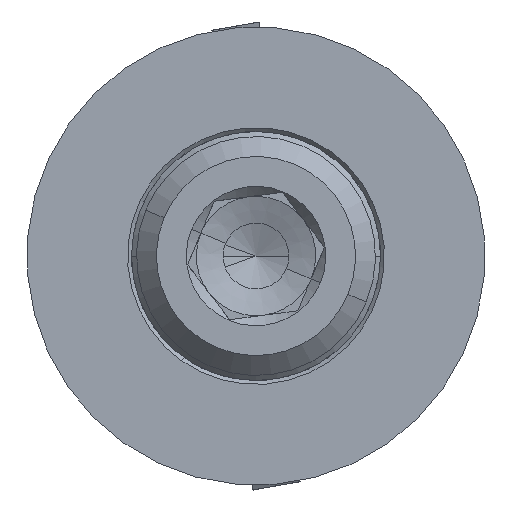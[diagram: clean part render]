
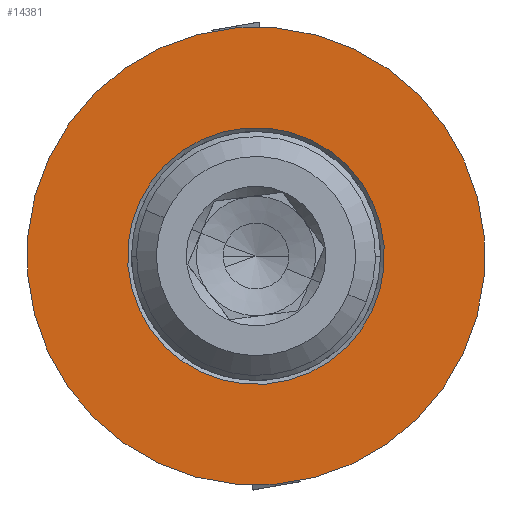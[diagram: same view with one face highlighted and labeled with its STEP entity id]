
A CAD part, left-side view. The second image highlights one B-rep face of the part: STEP entity #14381.
In plain terms, the highlighted planar face has unit normal (-1, 0, 0).
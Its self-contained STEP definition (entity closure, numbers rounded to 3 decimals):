
#649 = CARTESIAN_POINT ( 'NONE',  ( 0., 0., -6.45 ) ) ;
#883 = CIRCLE ( 'NONE', #17498, 6.45 ) ;
#1338 = AXIS2_PLACEMENT_3D ( 'NONE', #14595, #5665, #16072 ) ;
#1462 = CIRCLE ( 'NONE', #6589, 6.45 ) ;
#3865 = EDGE_LOOP ( 'NONE', ( #12184, #13849 ) ) ;
#4111 = CARTESIAN_POINT ( 'NONE',  ( 0., 0., 0. ) ) ;
#4464 = CIRCLE ( 'NONE', #1338, 11.5 ) ;
#4516 = VERTEX_POINT ( 'NONE', #649 ) ;
#4553 = PLANE ( 'NONE',  #12354 ) ;
#4782 = ORIENTED_EDGE ( 'NONE', *, *, #4864, .T. ) ;
#4864 = EDGE_CURVE ( 'NONE', #11289, #14084, #4464, .T. ) ;
#4925 = EDGE_LOOP ( 'NONE', ( #16794, #4782 ) ) ;
#5595 = DIRECTION ( 'NONE',  ( 0., 0., 1. ) ) ;
#5665 = DIRECTION ( 'NONE',  ( -1., 0., 0. ) ) ;
#5981 = CARTESIAN_POINT ( 'NONE',  ( 0., 11.5, 0. ) ) ;
#6041 = DIRECTION ( 'NONE',  ( 0., 0., -1. ) ) ;
#6199 = DIRECTION ( 'NONE',  ( -1., 0., 0. ) ) ;
#6589 = AXIS2_PLACEMENT_3D ( 'NONE', #16733, #7821, #18227 ) ;
#7225 = FACE_OUTER_BOUND ( 'NONE', #4925, .T. ) ;
#7821 = DIRECTION ( 'NONE',  ( -1., 0., 0. ) ) ;
#8768 = CIRCLE ( 'NONE', #13633, 11.5 ) ;
#9033 = EDGE_CURVE ( 'NONE', #14084, #11289, #8768, .T. ) ;
#9735 = EDGE_CURVE ( 'NONE', #4516, #11790, #883, .T. ) ;
#11289 = VERTEX_POINT ( 'NONE', #18465 ) ;
#11790 = VERTEX_POINT ( 'NONE', #17076 ) ;
#12184 = ORIENTED_EDGE ( 'NONE', *, *, #14738, .F. ) ;
#12354 = AXIS2_PLACEMENT_3D ( 'NONE', #5981, #14964, #6041 ) ;
#12573 = CARTESIAN_POINT ( 'NONE',  ( 0., 0., 11.5 ) ) ;
#13633 = AXIS2_PLACEMENT_3D ( 'NONE', #4111, #14523, #5595 ) ;
#13849 = ORIENTED_EDGE ( 'NONE', *, *, #9735, .F. ) ;
#14084 = VERTEX_POINT ( 'NONE', #12573 ) ;
#14381 = ADVANCED_FACE ( 'NONE', ( #19086, #7225 ), #4553, .F. ) ;
#14523 = DIRECTION ( 'NONE',  ( -1., 0., 0. ) ) ;
#14595 = CARTESIAN_POINT ( 'NONE',  ( 0., 0., 0. ) ) ;
#14738 = EDGE_CURVE ( 'NONE', #11790, #4516, #1462, .T. ) ;
#14964 = DIRECTION ( 'NONE',  ( 1., 0., 0. ) ) ;
#15121 = CARTESIAN_POINT ( 'NONE',  ( 0., 0., 0. ) ) ;
#16072 = DIRECTION ( 'NONE',  ( 0., 0., 1. ) ) ;
#16603 = DIRECTION ( 'NONE',  ( 0., 0., 1. ) ) ;
#16733 = CARTESIAN_POINT ( 'NONE',  ( 0., 0., 0. ) ) ;
#16794 = ORIENTED_EDGE ( 'NONE', *, *, #9033, .T. ) ;
#17076 = CARTESIAN_POINT ( 'NONE',  ( 0., 0., 6.45 ) ) ;
#17498 = AXIS2_PLACEMENT_3D ( 'NONE', #15121, #6199, #16603 ) ;
#18227 = DIRECTION ( 'NONE',  ( 0., 0., 1. ) ) ;
#18465 = CARTESIAN_POINT ( 'NONE',  ( 0., 0., -11.5 ) ) ;
#19086 = FACE_BOUND ( 'NONE', #3865, .T. ) ;
